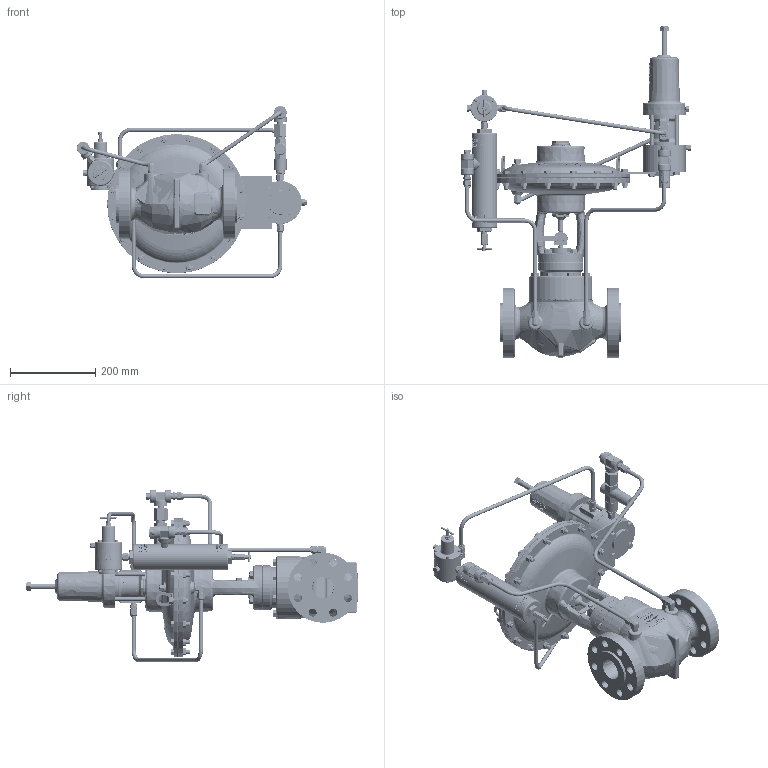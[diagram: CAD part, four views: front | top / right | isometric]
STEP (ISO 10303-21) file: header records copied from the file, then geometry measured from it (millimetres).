
FILE_DESCRIPTION (( 'STEP AP214' ), '1' );
FILE_NAME ('CVC2600RF150-HPPR.STEP', '2022-01-13T20:24:12', ( '' ), ( '' ), 'SwSTEP 2.0', 'SolidWorks 2019', '' );
FILE_SCHEMA (( 'AUTOMOTIVE_DESIGN' ));
Length unit declared in the file: inch
Products named in the file (1): CVC2600RF150-HPPR
Bounding box: 542.34 x 781.13 x 405.29 mm (x, y, z)
Volume: 11712134.8 mm3; surface area: 1078995.7 mm2
Topology: 7 solids, 15 shells, 6219 faces, 15489 edges, 9623 vertices
Faces by surface type: plane 2351, bspline 1427, cone 1011, cylinder 966, torus 368, sphere 96
Entity records: 479222 total; most frequent: CARTESIAN_POINT 312300, ORIENTED_EDGE 30806, DIRECTION 23278, EDGE_CURVE 15403, VERTEX_POINT 9621, AXIS2_PLACEMENT_3D 9025, EDGE_LOOP 6700, ADVANCED_FACE 6219
